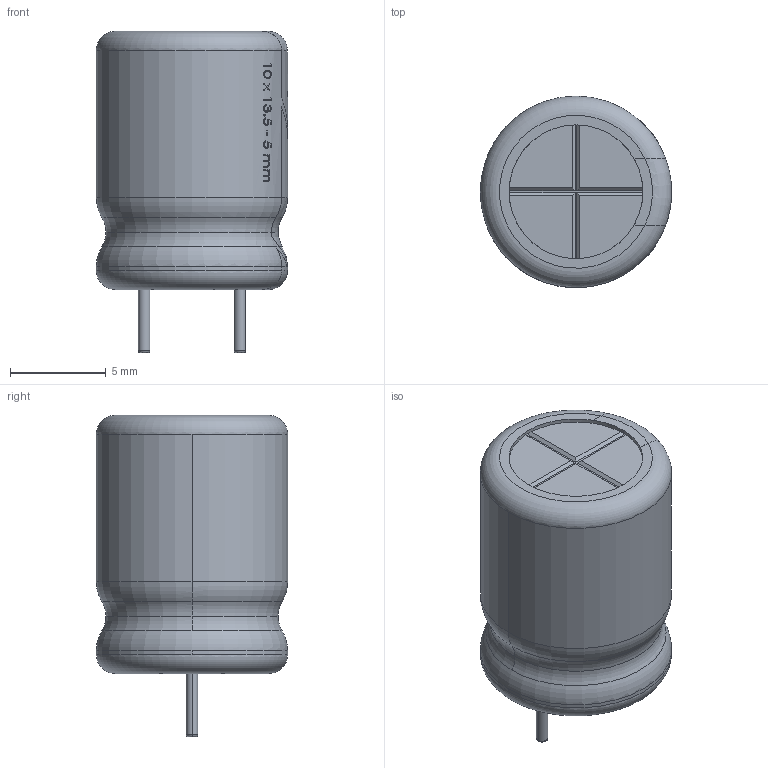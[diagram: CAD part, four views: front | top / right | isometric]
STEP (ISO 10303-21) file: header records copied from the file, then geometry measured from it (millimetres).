
FILE_DESCRIPTION (( 'STEP AP214' ), '1' );
FILE_NAME ('User Library-Cap-EL(10x13.5-5).STEP', '2018-01-04T16:13:02', ( '' ), ( '' ), 'SwSTEP 2.0', 'SolidWorks 2018', '' );
FILE_SCHEMA (( 'AUTOMOTIVE_DESIGN' ));
Length unit declared in the file: millimetre
Products named in the file (1): User Library-Cap-EL(10x13.5-5)
Bounding box: 10 x 10 x 16.8 mm (x, y, z)
Volume: 542.1 mm3; surface area: 921.7 mm2
Topology: 1 solids, 2 shells, 447 faces, 1178 edges, 779 vertices
Faces by surface type: plane 212, bspline 148, cylinder 63, torus 24
Entity records: 25847 total; most frequent: CARTESIAN_POINT 11108, ORIENTED_EDGE 2356, DIRECTION 1487, EDGE_CURVE 1178, VERTEX_POINT 779, AXIS2_PLACEMENT_3D 538, B_SPLINE_CURVE_WITH_KNOTS 513, EDGE_LOOP 491
